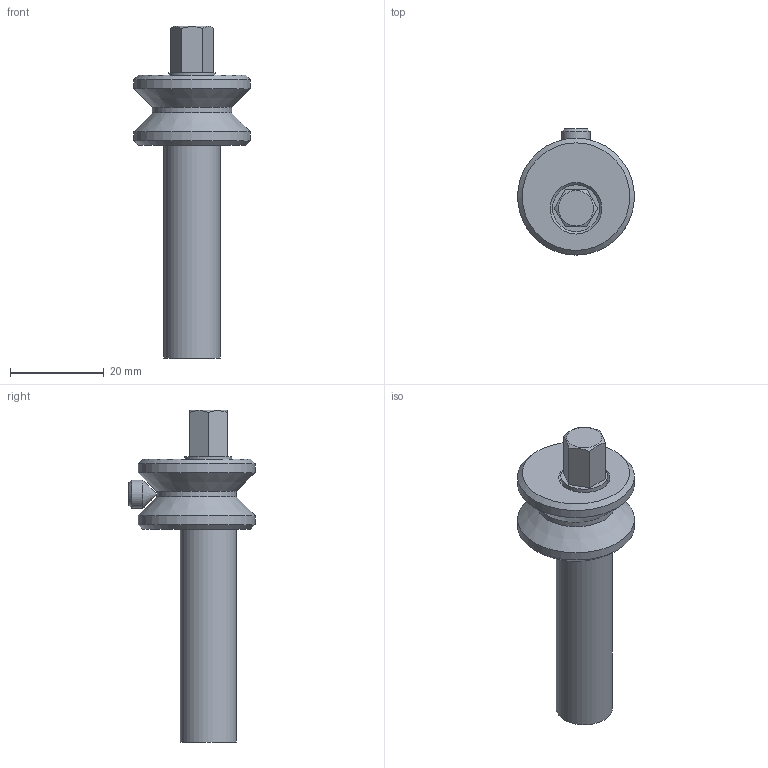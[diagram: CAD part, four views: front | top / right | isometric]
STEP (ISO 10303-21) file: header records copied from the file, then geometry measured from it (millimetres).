
FILE_DESCRIPTION (( 'STEP AP214' ), '1' );
FILE_NAME ('063-050-01 Spindelverlängerung STARK.metec.1.STEP', '2020-12-03T13:56:56', ( '' ), ( '' ), 'SwSTEP 2.0', 'SolidWorks 2019', '' );
FILE_SCHEMA (( 'AUTOMOTIVE_DESIGN' ));
Length unit declared in the file: millimetre
Products named in the file (1): 063-050-01 Spindelverlängerung STARK.metec.1
Bounding box: 25 x 27 x 71 mm (x, y, z)
Volume: 10803.7 mm3; surface area: 4730.2 mm2
Topology: 1 solids, 1 shells, 55 faces, 133 edges, 85 vertices
Faces by surface type: plane 37, cone 10, cylinder 8
Full cylindrical faces by diameter (mm): 0.05 x1, 6 x1, 8.1 x1, 10 x1, 12 x1, 17 x1, 25 x2
Entity records: 1890 total; most frequent: CARTESIAN_POINT 435, DIRECTION 236, ORIENTED_EDGE 222, EDGE_CURVE 111, AXIS2_PLACEMENT_3D 88, VERTEX_POINT 81, EDGE_LOOP 78, FACE_OUTER_BOUND 63
